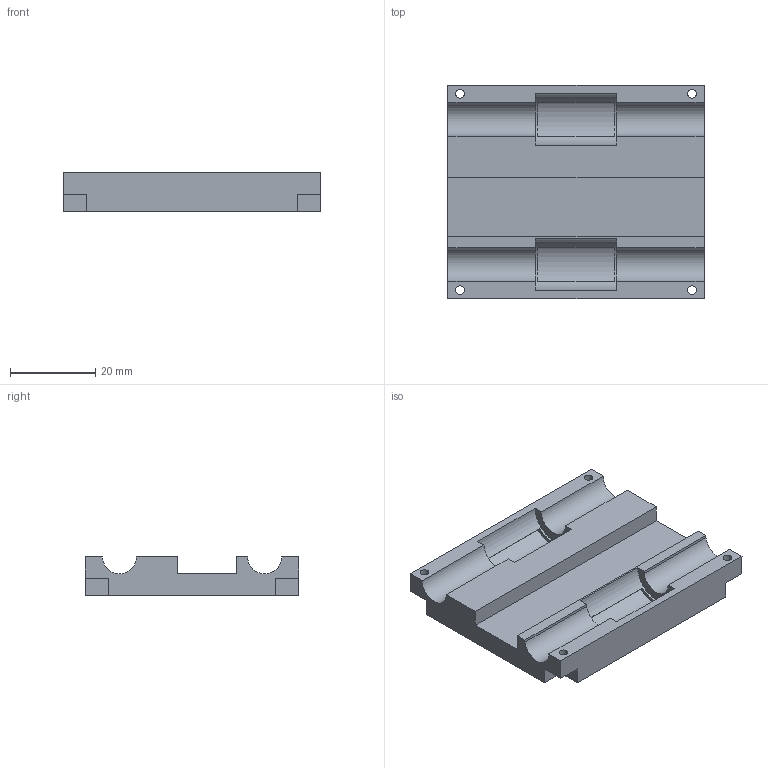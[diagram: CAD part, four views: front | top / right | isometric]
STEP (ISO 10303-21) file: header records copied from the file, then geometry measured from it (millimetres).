
FILE_DESCRIPTION(/* description */ (''),/* implementation_level */ '2;1');
FILE_NAME(/* name */ 'center-spout-mount-cap.step',/* time_stamp */ '2025-07-29T13:26:24-04:00',/* author */ (''),/* organization */ (''),/* preprocessor_version */ 'ST-DEVELOPER v20.1',/* originating_system */ 'Autodesk Translation Framework v14.10.0.0',/* authorisation */ '');
FILE_SCHEMA (('AUTOMOTIVE_DESIGN { 1 0 10303 214 3 1 1 }'));
Length unit declared in the file: inch
Products named in the file (1): 2025-07-29-13-26-24-434
Bounding box: 60 x 50 x 9 mm (x, y, z)
Volume: 18415.1 mm3; surface area: 9481.8 mm2
Topology: 1 solids, 1 shells, 95 faces, 261 edges, 174 vertices
Faces by surface type: plane 67, bspline 16, cylinder 12
Full cylindrical faces by diameter (mm): 2.05 x4
Entity records: 3194 total; most frequent: CARTESIAN_POINT 803, ORIENTED_EDGE 522, DIRECTION 417, EDGE_CURVE 261, LINE 201, VECTOR 201, VERTEX_POINT 174, EDGE_LOOP 109
